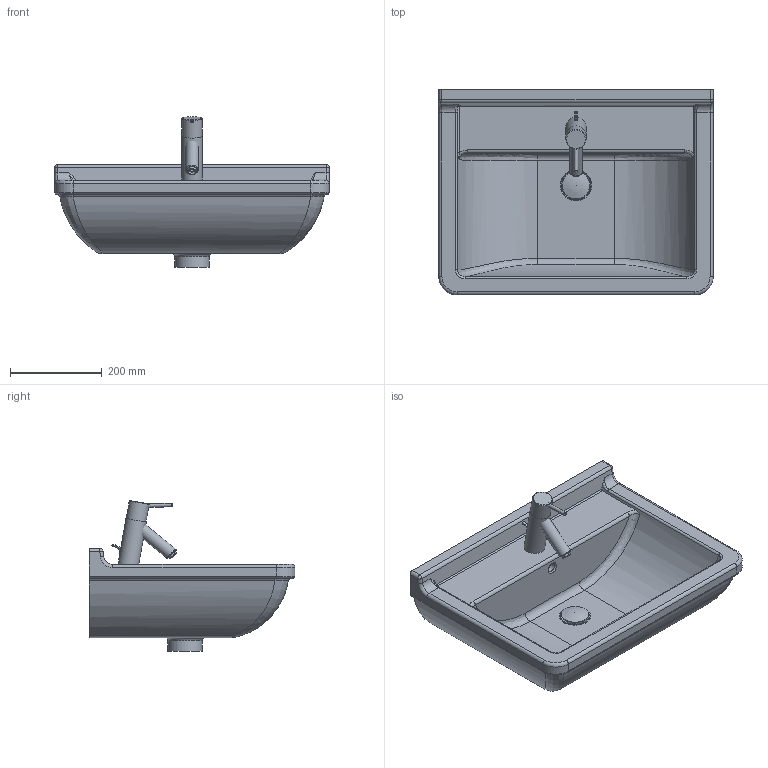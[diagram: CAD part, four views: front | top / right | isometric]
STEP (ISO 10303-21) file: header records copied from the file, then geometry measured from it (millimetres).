
FILE_DESCRIPTION((''),'2;1');
FILE_NAME('030060.stp','2007-07-12T06:21:51',('Huebner'),(''),'Autodesk Inventor 11','Autodesk Inventor 11','');
FILE_SCHEMA(('AUTOMOTIVE_DESIGN { 1 0 10303 214 1 1 1 1 }'));
Length unit declared in the file: millimetre
Products named in the file (10): 030060; Baterie_Starck3; hebel1; Griff_2Starck3; Hebel3kurz; Halterstarck3; Neoperl_Starck3; Kelch; Stopfen
Assembly tree (9 placements, depth 3):
  030060
    030060
    Baterie_Starck3
      hebel1
      Griff_2Starck3
      Hebel3kurz
      Halterstarck3
      Neoperl_Starck3
    Kelch
    Stopfen
Bounding box: 600 x 450 x 329.4 mm (x, y, z)
Volume: 17128876.3 mm3; surface area: 1123185.1 mm2
Topology: 8 solids, 8 shells, 179 faces, 411 edges, 243 vertices
Faces by surface type: cylinder 73, plane 51, bspline 25, torus 21, sphere 6, cone 3
Full cylindrical faces by diameter (mm): 8 x1, 9.368 x1, 15 x2, 16 x1, 20 x2, 28 x1, 35 x1, 42 x1, 44 x2, 45 x1, 52 x1, 60 x1, 75 x1
Entity records: 10241 total; most frequent: CARTESIAN_POINT 6176, DIRECTION 834, ORIENTED_EDGE 736, EDGE_CURVE 368, AXIS2_PLACEMENT_3D 342, VERTEX_POINT 238, EDGE_LOOP 226, FACE_OUTER_BOUND 179
